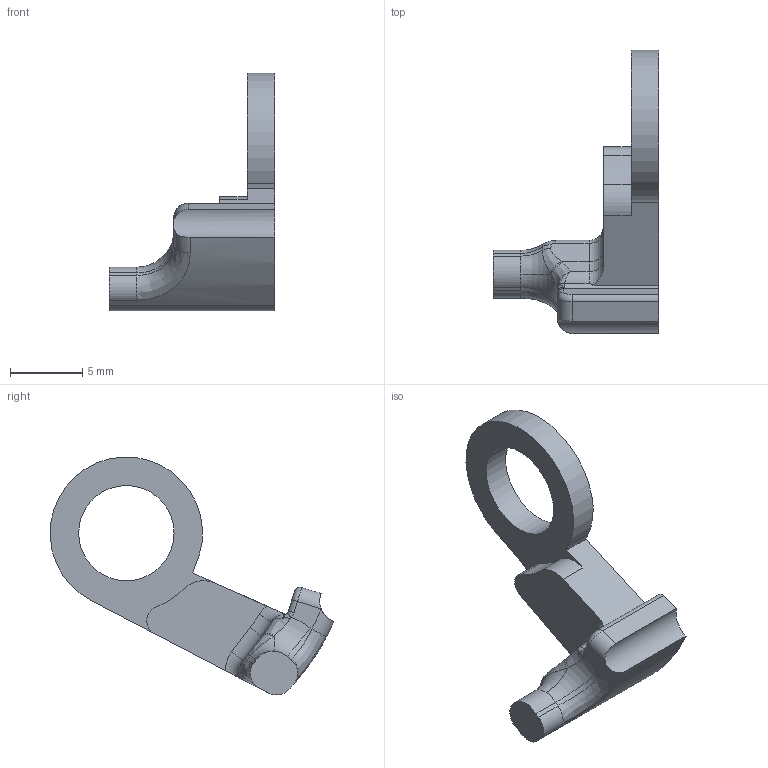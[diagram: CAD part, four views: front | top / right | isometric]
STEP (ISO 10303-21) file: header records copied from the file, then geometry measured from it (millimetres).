
FILE_DESCRIPTION(/* description */ (''),/* implementation_level */ '2;1');
FILE_NAME(/* name */ 'NanoEgg Mod Wheel Centering 1.step',/* time_stamp */ '2016-10-15T22:11:48-07:00',/* author */ (''),/* organization */ (''),/* preprocessor_version */ 'ST-DEVELOPER v16.5',/* originating_system */ 'Autodesk Translation Framework v5.2.0.2031',/* authorisation */ '');
FILE_SCHEMA (('AUTOMOTIVE_DESIGN { 1 0 10303 214 3 1 1 }'));
Length unit declared in the file: centimetre
Products named in the file (3): NanoEggAssembly2 v58; NewModWheelMountBlock; ModWheelCentering
Assembly tree (2 placements, depth 3):
  NanoEggAssembly2 v58
    NewModWheelMountBlock
      ModWheelCentering
Bounding box: 11.43 x 19.57 x 16.42 mm (x, y, z)
Volume: 362.6 mm3; surface area: 661.5 mm2
Topology: 1 solids, 1 shells, 86 faces, 221 edges, 136 vertices
Faces by surface type: cylinder 29, plane 22, cone 15, bspline 12, torus 8
Full cylindrical faces by diameter (mm): 6.581 x1
Entity records: 3189 total; most frequent: CARTESIAN_POINT 1008, ORIENTED_EDGE 436, DIRECTION 436, EDGE_CURVE 218, AXIS2_PLACEMENT_3D 175, VERTEX_POINT 136, EDGE_LOOP 90, FACE_OUTER_BOUND 86
